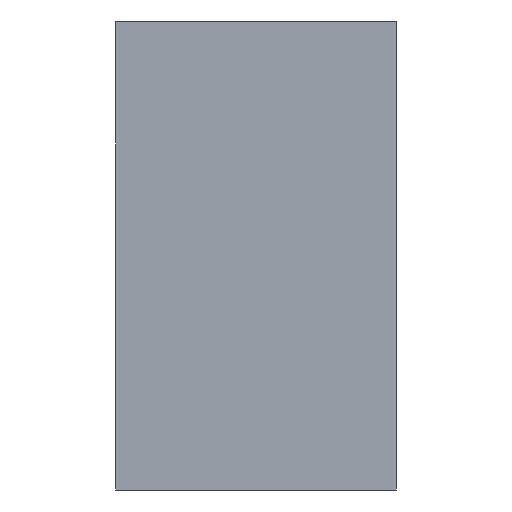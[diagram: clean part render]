
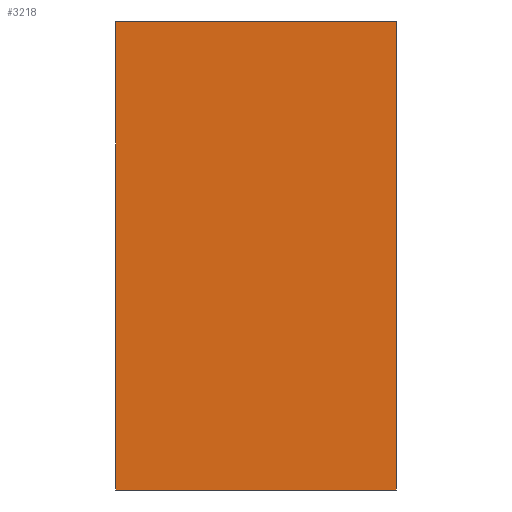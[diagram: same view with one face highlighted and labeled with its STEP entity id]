
A CAD part, left-side view. The second image highlights one B-rep face of the part: STEP entity #3218.
In plain terms, the highlighted planar face has unit normal (-1, 0, 0).
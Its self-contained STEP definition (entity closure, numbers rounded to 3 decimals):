
#199 = DIRECTION ( 'NONE',  ( 0., 0., 1. ) ) ;
#414 = EDGE_CURVE ( 'NONE', #3465, #2009, #1812, .T. ) ;
#458 = VECTOR ( 'NONE', #1780, 1000. ) ;
#482 = DIRECTION ( 'NONE',  ( 0., 0., -1. ) ) ;
#537 = CARTESIAN_POINT ( 'NONE',  ( -170., 7.5, 12.5 ) ) ;
#693 = EDGE_CURVE ( 'NONE', #3525, #2697, #1757, .T. ) ;
#805 = EDGE_CURVE ( 'NONE', #3525, #3465, #1515, .T. ) ;
#1006 = CARTESIAN_POINT ( 'NONE',  ( -170., 7.5, 12.5 ) ) ;
#1069 = CARTESIAN_POINT ( 'NONE',  ( -170., 7.5, -12.5 ) ) ;
#1079 = CARTESIAN_POINT ( 'NONE',  ( -170., 7.5, -12.5 ) ) ;
#1192 = VECTOR ( 'NONE', #1557, 1000. ) ;
#1393 = DIRECTION ( 'NONE',  ( 1., 0., 0. ) ) ;
#1474 = ORIENTED_EDGE ( 'NONE', *, *, #693, .T. ) ;
#1515 = LINE ( 'NONE', #537, #458 ) ;
#1538 = ORIENTED_EDGE ( 'NONE', *, *, #805, .F. ) ;
#1557 = DIRECTION ( 'NONE',  ( 0., -1., 0. ) ) ;
#1675 = EDGE_LOOP ( 'NONE', ( #3214, #2834, #1538, #1474 ) ) ;
#1734 = VECTOR ( 'NONE', #199, 1000. ) ;
#1757 = LINE ( 'NONE', #1069, #2941 ) ;
#1780 = DIRECTION ( 'NONE',  ( 0., 0., 1. ) ) ;
#1812 = LINE ( 'NONE', #1006, #1192 ) ;
#2009 = VERTEX_POINT ( 'NONE', #2267 ) ;
#2035 = DIRECTION ( 'NONE',  ( 0., -1., 0. ) ) ;
#2116 = FACE_OUTER_BOUND ( 'NONE', #1675, .T. ) ;
#2212 = CARTESIAN_POINT ( 'NONE',  ( -170., 7.5, 12.5 ) ) ;
#2267 = CARTESIAN_POINT ( 'NONE',  ( -170., -7.5, 12.5 ) ) ;
#2359 = CARTESIAN_POINT ( 'NONE',  ( -170., 7.5, 12.5 ) ) ;
#2524 = PLANE ( 'NONE',  #3797 ) ;
#2548 = LINE ( 'NONE', #3589, #1734 ) ;
#2697 = VERTEX_POINT ( 'NONE', #3164 ) ;
#2834 = ORIENTED_EDGE ( 'NONE', *, *, #414, .F. ) ;
#2884 = EDGE_CURVE ( 'NONE', #2697, #2009, #2548, .T. ) ;
#2941 = VECTOR ( 'NONE', #2035, 1000. ) ;
#3164 = CARTESIAN_POINT ( 'NONE',  ( -170., -7.5, -12.5 ) ) ;
#3214 = ORIENTED_EDGE ( 'NONE', *, *, #2884, .T. ) ;
#3218 = ADVANCED_FACE ( 'NONE', ( #2116 ), #2524, .F. ) ;
#3465 = VERTEX_POINT ( 'NONE', #2359 ) ;
#3525 = VERTEX_POINT ( 'NONE', #1079 ) ;
#3589 = CARTESIAN_POINT ( 'NONE',  ( -170., -7.5, 12.5 ) ) ;
#3797 = AXIS2_PLACEMENT_3D ( 'NONE', #2212, #1393, #482 ) ;
